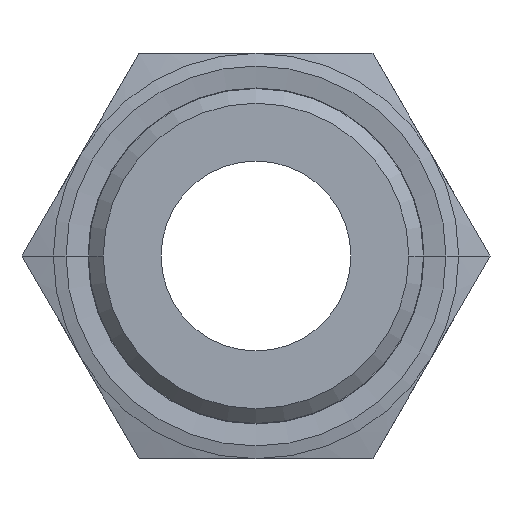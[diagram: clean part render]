
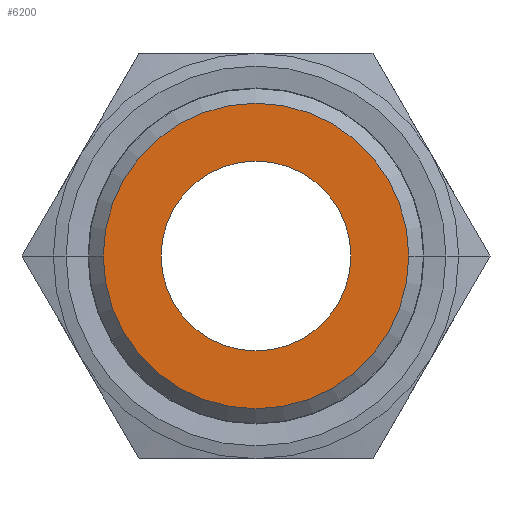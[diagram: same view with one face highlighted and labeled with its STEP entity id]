
A CAD part, left-side view. The second image highlights one B-rep face of the part: STEP entity #6200.
In plain terms, the highlighted planar face has unit normal (-1, 0, 0).
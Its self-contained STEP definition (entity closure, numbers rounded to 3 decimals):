
#5710=CARTESIAN_POINT('',(-16.,12.059,0.));
#5720=VERTEX_POINT('',#5710);
#5810=CARTESIAN_POINT('',(-16.,-12.059,0.));
#5820=VERTEX_POINT('',#5810);
#5850=CARTESIAN_POINT('',(-16.,0.,0.));
#5860=DIRECTION('',(1.,0.,0.));
#5870=DIRECTION('',(0.,-1.,0.));
#5880=AXIS2_PLACEMENT_3D('',#5850,#5860,#5870);
#5890=CIRCLE('',#5880,12.059);
#5900=EDGE_CURVE('',#5720,#5820,#5890,.T.);
#5950=CARTESIAN_POINT('',(-16.,6.029,0.));
#5960=DIRECTION('',(1.,-0.,-0.));
#5970=DIRECTION('',(-0.,-1.,0.));
#5980=AXIS2_PLACEMENT_3D('',#5950,#5960,#5970);
#5990=PLANE('',#5980);
#6000=EDGE_CURVE('',#5820,#5720,#5890,.T.);
#6010=ORIENTED_EDGE('',*,*,#6000,.F.);
#6020=ORIENTED_EDGE('',*,*,#5900,.F.);
#6030=EDGE_LOOP('',(#6020,#6010));
#6040=FACE_OUTER_BOUND('',#6030,.T.);
#6050=CARTESIAN_POINT('',(-16.,0.,0.));
#6060=DIRECTION('',(-1.,0.,0.));
#6070=DIRECTION('',(0.,1.,0.));
#6080=AXIS2_PLACEMENT_3D('',#6050,#6060,#6070);
#6090=CIRCLE('',#6080,7.5);
#6100=CARTESIAN_POINT('',(-16.,7.5,0.));
#6110=VERTEX_POINT('',#6100);
#6120=CARTESIAN_POINT('',(-16.,-7.5,0.));
#6130=VERTEX_POINT('',#6120);
#6140=EDGE_CURVE('',#6110,#6130,#6090,.T.);
#6150=ORIENTED_EDGE('',*,*,#6140,.F.);
#6160=EDGE_CURVE('',#6130,#6110,#6090,.T.);
#6170=ORIENTED_EDGE('',*,*,#6160,.F.);
#6180=EDGE_LOOP('',(#6170,#6150));
#6190=FACE_BOUND('',#6180,.T.);
#6200=ADVANCED_FACE('',(#6040,#6190),#5990,.F.);
